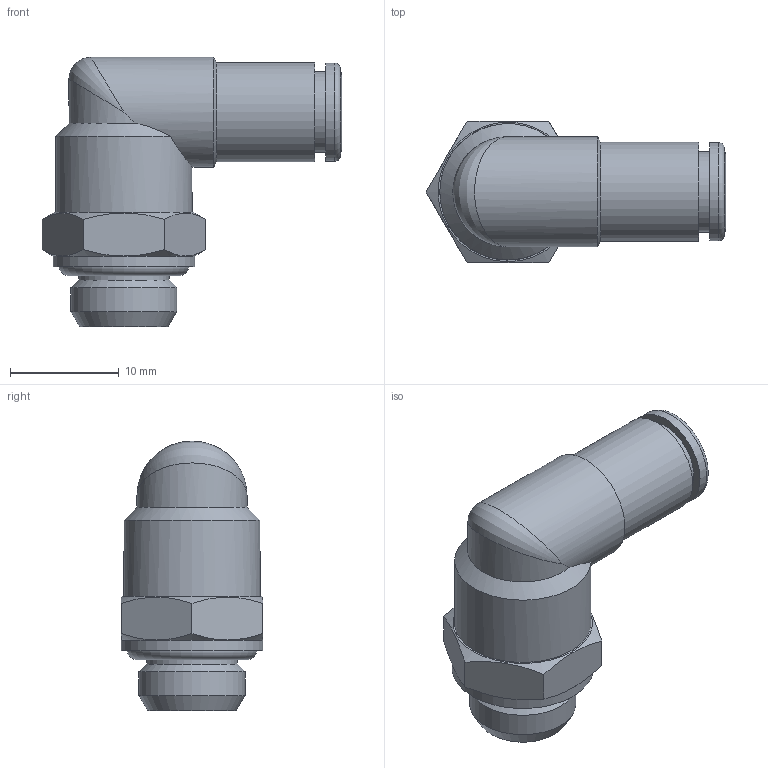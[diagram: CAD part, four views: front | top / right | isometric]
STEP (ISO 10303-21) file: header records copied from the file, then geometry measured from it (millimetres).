
FILE_DESCRIPTION(/* description */ (''),/* implementation_level */ '2;1');
FILE_NAME(/* name */ 'V202201_IPSO_022_4_G18_21.04.16',/* time_stamp */ '2016-04-21T09:41:19+02:00',/* author */ (''),/* organization */ ('sopra-pneumatic'),/* preprocessor_version */ 'ST-DEVELOPER v14',/* originating_system */ 'HiCAD 2013 1802.4 Build 509',/* authorisation */ '');
FILE_SCHEMA (('AUTOMOTIVE_DESIGN { 1 0 10303 214 1 1 1 1 }'));
Length unit declared in the file: millimetre
Products named in the file (5): Root; OR 7.2X1.9; DR4-1_NEU; 214602-N2_GEW.-_1-8_1-8; R202201-I1-N2A
Assembly tree (4 placements, depth 2):
  Root
    OR 7.2X1.9
    DR4-1_NEU
    214602-N2_GEW.-_1-8_1-8
    R202201-I1-N2A
Bounding box: 27.51 x 13 x 24.75 mm (x, y, z)
Volume: 2559.8 mm3; surface area: 3284.3 mm2
Topology: 4 solids, 4 shells, 70 faces, 151 edges, 91 vertices
Faces by surface type: cone 25, cylinder 21, plane 19, torus 4, bspline 1
Full cylindrical faces by diameter (mm): 3 x1, 4.1 x2, 5.5 x1, 6 x1, 6.4 x1, 7.3 x1, 7.4 x1, 7.6 x1, 8.3 x1, 9 x3, 9.1 x1, 9.728 x1, 10.1 x3, 12.5 x1, 13 x1
Entity records: 3789 total; most frequent: CARTESIAN_POINT 1483, DIRECTION 318, PRESENTATION_STYLE_ASSIGNMENT 186, COLOUR_RGB 184, DRAUGHTING_PRE_DEFINED_CURVE_FONT 182, CURVE_STYLE 182, OVER_RIDING_STYLED_ITEM 182, ORIENTED_EDGE 182
